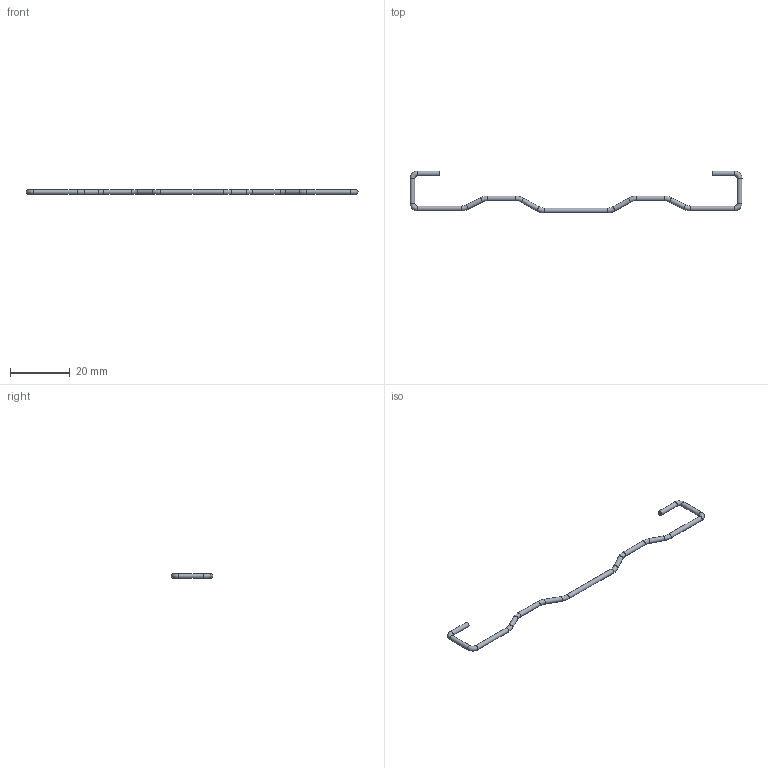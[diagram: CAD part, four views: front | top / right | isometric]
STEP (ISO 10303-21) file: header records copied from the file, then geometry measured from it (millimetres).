
FILE_DESCRIPTION(/* description */ (''),/* implementation_level */ '2;1');
FILE_NAME(/* name */ '6_25u_wire.step',/* time_stamp */ '2023-06-25T20:20:35+02:00',/* author */ (''),/* organization */ (''),/* preprocessor_version */ 'ST-DEVELOPER v19.2',/* originating_system */ 'Autodesk Translation Framework v12.6.0.85',/* authorisation */ '');
FILE_SCHEMA (('AUTOMOTIVE_DESIGN { 1 0 10303 214 3 1 1 }'));
Length unit declared in the file: millimetre
Products named in the file (1): 6.25U 1.6mm wire KLC
Bounding box: 111 x 14 x 1.6 mm (x, y, z)
Volume: 304.8 mm3; surface area: 766 mm2
Topology: 1 solids, 1 shells, 27 faces, 87 edges, 62 vertices
Faces by surface type: cylinder 13, torus 12, plane 2
Full cylindrical faces by diameter (mm): 1.6 x13
Entity records: 1105 total; most frequent: DIRECTION 217, CARTESIAN_POINT 177, ORIENTED_EDGE 174, AXIS2_PLACEMENT_3D 102, EDGE_CURVE 87, CIRCLE 74, VERTEX_POINT 62, STYLED_ITEM 28
